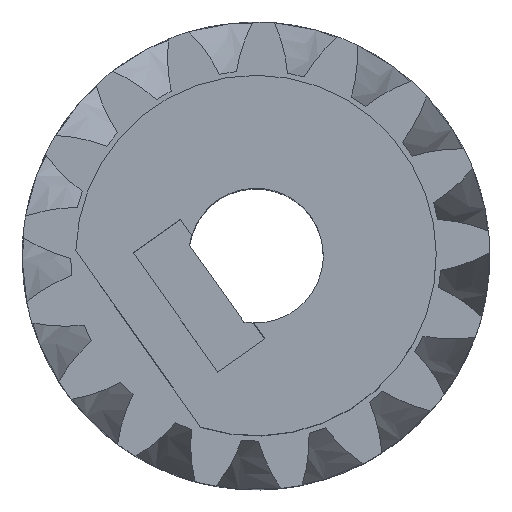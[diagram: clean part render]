
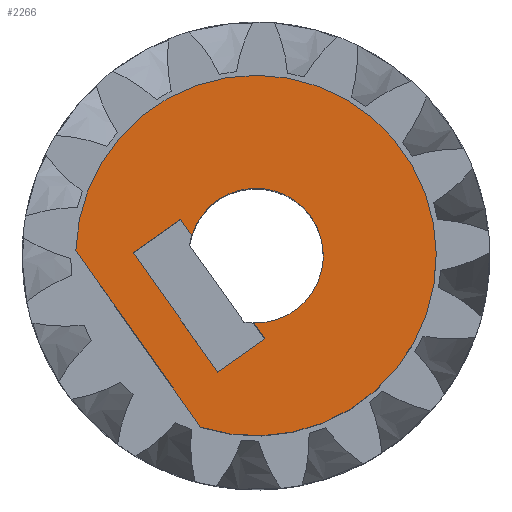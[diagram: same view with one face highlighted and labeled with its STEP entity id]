
A CAD part, top view. The second image highlights one B-rep face of the part: STEP entity #2266.
In plain terms, the highlighted planar face has unit normal (0, 0, 1).
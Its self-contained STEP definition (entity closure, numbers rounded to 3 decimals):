
#529=FACE_BOUND('',#741,.T.);
#536=CIRCLE('',#2421,2.8);
#539=CIRCLE('',#2426,7.5);
#605=FACE_OUTER_BOUND('',#740,.T.);
#740=EDGE_LOOP('',(#1541,#1542));
#741=EDGE_LOOP('',(#1543,#1544,#1545,#1546,#1547,#1548));
#881=LINE('',#2692,#907);
#885=LINE('',#2709,#911);
#888=LINE('',#2716,#914);
#889=LINE('',#2719,#915);
#890=LINE('',#2721,#916);
#891=LINE('',#2722,#917);
#907=VECTOR('',#2504,10.);
#911=VECTOR('',#2520,10.);
#914=VECTOR('',#2525,10.);
#915=VECTOR('',#2528,10.);
#916=VECTOR('',#2529,10.);
#917=VECTOR('',#2530,10.);
#931=VERTEX_POINT('',#2686);
#933=VERTEX_POINT('',#2690);
#935=VERTEX_POINT('',#2696);
#940=VERTEX_POINT('',#2708);
#942=VERTEX_POINT('',#2714);
#943=VERTEX_POINT('',#2715);
#944=VERTEX_POINT('',#2718);
#945=VERTEX_POINT('',#2720);
#1165=EDGE_CURVE('',#931,#933,#881,.T.);
#1167=EDGE_CURVE('',#935,#931,#536,.T.);
#1173=EDGE_CURVE('',#940,#935,#885,.T.);
#1176=EDGE_CURVE('',#942,#943,#888,.F.);
#1177=EDGE_CURVE('',#943,#942,#539,.T.);
#1178=EDGE_CURVE('',#933,#944,#889,.T.);
#1179=EDGE_CURVE('',#944,#945,#890,.T.);
#1180=EDGE_CURVE('',#945,#940,#891,.T.);
#1541=ORIENTED_EDGE('',*,*,#1176,.T.);
#1542=ORIENTED_EDGE('',*,*,#1177,.T.);
#1543=ORIENTED_EDGE('',*,*,#1178,.T.);
#1544=ORIENTED_EDGE('',*,*,#1179,.T.);
#1545=ORIENTED_EDGE('',*,*,#1180,.T.);
#1546=ORIENTED_EDGE('',*,*,#1173,.T.);
#1547=ORIENTED_EDGE('',*,*,#1167,.T.);
#1548=ORIENTED_EDGE('',*,*,#1165,.T.);
#2253=PLANE('',#2425);
#2266=ADVANCED_FACE('',(#605,#529),#2253,.T.);
#2421=AXIS2_PLACEMENT_3D('',#2697,#2509,#2510);
#2425=AXIS2_PLACEMENT_3D('',#2713,#2523,#2524);
#2426=AXIS2_PLACEMENT_3D('',#2717,#2526,#2527);
#2504=DIRECTION('',(0.577,-0.816,0.));
#2509=DIRECTION('center_axis',(0.,0.,-1.));
#2510=DIRECTION('ref_axis',(-0.341,-0.94,0.));
#2520=DIRECTION('',(0.577,-0.816,0.));
#2523=DIRECTION('center_axis',(0.,0.,1.));
#2524=DIRECTION('ref_axis',(1.,0.,0.));
#2525=DIRECTION('',(-0.577,0.816,0.));
#2526=DIRECTION('center_axis',(0.,0.,1.));
#2527=DIRECTION('ref_axis',(0.885,-0.465,0.));
#2528=DIRECTION('',(-0.816,-0.577,0.));
#2529=DIRECTION('',(-0.577,0.816,0.));
#2530=DIRECTION('',(0.816,0.577,0.));
#2686=CARTESIAN_POINT('',(-0.103,-2.798,18.5));
#2690=CARTESIAN_POINT('',(0.373,-3.472,18.5));
#2692=CARTESIAN_POINT('',(-2.182,0.141,18.5));
#2696=CARTESIAN_POINT('',(-2.673,0.835,18.5));
#2697=CARTESIAN_POINT('Origin',(0.,0.,18.5));
#2708=CARTESIAN_POINT('',(-3.149,1.508,18.5));
#2709=CARTESIAN_POINT('',(-2.182,0.141,18.5));
#2713=CARTESIAN_POINT('Origin',(0.,0.,
18.5));
#2714=CARTESIAN_POINT('',(-7.497,0.209,18.5));
#2715=CARTESIAN_POINT('',(-2.3,-7.139,18.5));
#2716=CARTESIAN_POINT('',(-4.899,-3.465,18.5));
#2717=CARTESIAN_POINT('Origin',(0.,0.,
18.5));
#2718=CARTESIAN_POINT('',(-1.586,-4.858,18.5));
#2719=CARTESIAN_POINT('',(0.945,-3.068,18.5));
#2720=CARTESIAN_POINT('',(-5.109,0.123,18.5));
#2721=CARTESIAN_POINT('',(-2.553,-3.49,18.5));
#2722=CARTESIAN_POINT('',(-3.312,1.393,18.5));
